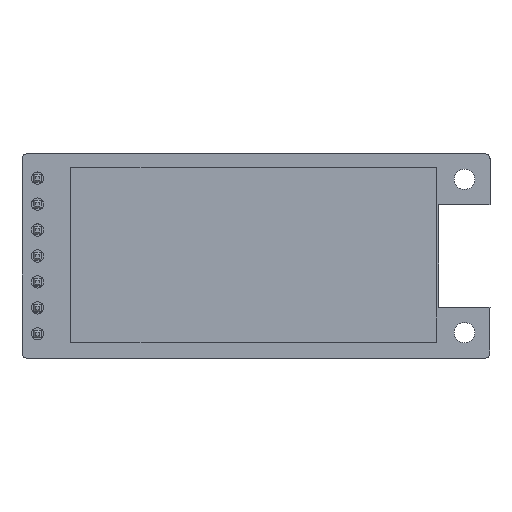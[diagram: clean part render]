
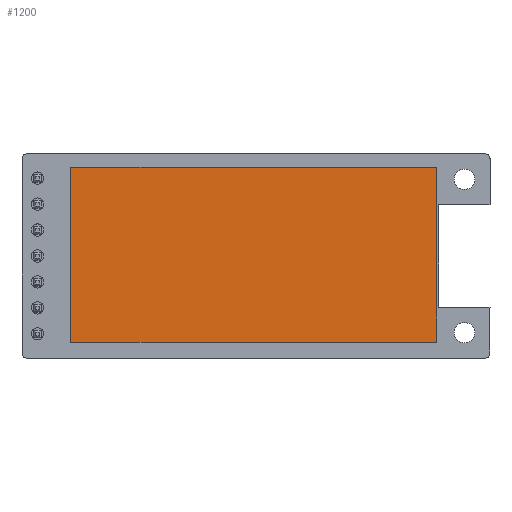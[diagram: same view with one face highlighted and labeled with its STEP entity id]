
A CAD part, top view. The second image highlights one B-rep face of the part: STEP entity #1200.
In plain terms, the highlighted planar face has unit normal (0, 0, 1).
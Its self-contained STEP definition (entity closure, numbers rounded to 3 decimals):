
#1071 = VERTEX_POINT('',#1072);
#1072 = CARTESIAN_POINT('',(-18.12,-8.43,2.8));
#1078 = EDGE_CURVE('',#1071,#1079,#1081,.T.);
#1079 = VERTEX_POINT('',#1080);
#1080 = CARTESIAN_POINT('',(-18.12,8.67,2.8));
#1081 = LINE('',#1082,#1083);
#1082 = CARTESIAN_POINT('',(-18.12,-8.43,2.8));
#1083 = VECTOR('',#1084,1.);
#1084 = DIRECTION('',(0.,1.,0.));
#1109 = EDGE_CURVE('',#1079,#1110,#1112,.T.);
#1110 = VERTEX_POINT('',#1111);
#1111 = CARTESIAN_POINT('',(17.68,8.67,2.8));
#1112 = LINE('',#1113,#1114);
#1113 = CARTESIAN_POINT('',(-18.12,8.67,2.8));
#1114 = VECTOR('',#1115,1.);
#1115 = DIRECTION('',(1.,0.,0.));
#1140 = EDGE_CURVE('',#1110,#1141,#1143,.T.);
#1141 = VERTEX_POINT('',#1142);
#1142 = CARTESIAN_POINT('',(17.68,-8.43,2.8));
#1143 = LINE('',#1144,#1145);
#1144 = CARTESIAN_POINT('',(17.68,8.67,2.8));
#1145 = VECTOR('',#1146,1.);
#1146 = DIRECTION('',(0.,-1.,0.));
#1171 = EDGE_CURVE('',#1141,#1071,#1172,.T.);
#1172 = LINE('',#1173,#1174);
#1173 = CARTESIAN_POINT('',(17.68,-8.43,2.8));
#1174 = VECTOR('',#1175,1.);
#1175 = DIRECTION('',(-1.,0.,0.));
#1200 = ADVANCED_FACE('',(#1201),#1207,.T.);
#1201 = FACE_BOUND('',#1202,.F.);
#1202 = EDGE_LOOP('',(#1203,#1204,#1205,#1206));
#1203 = ORIENTED_EDGE('',*,*,#1078,.T.);
#1204 = ORIENTED_EDGE('',*,*,#1109,.T.);
#1205 = ORIENTED_EDGE('',*,*,#1140,.T.);
#1206 = ORIENTED_EDGE('',*,*,#1171,.T.);
#1207 = PLANE('',#1208);
#1208 = AXIS2_PLACEMENT_3D('',#1209,#1210,#1211);
#1209 = CARTESIAN_POINT('',(-0.22,0.12,2.8));
#1210 = DIRECTION('',(0.,0.,1.));
#1211 = DIRECTION('',(1.,0.,-0.));
